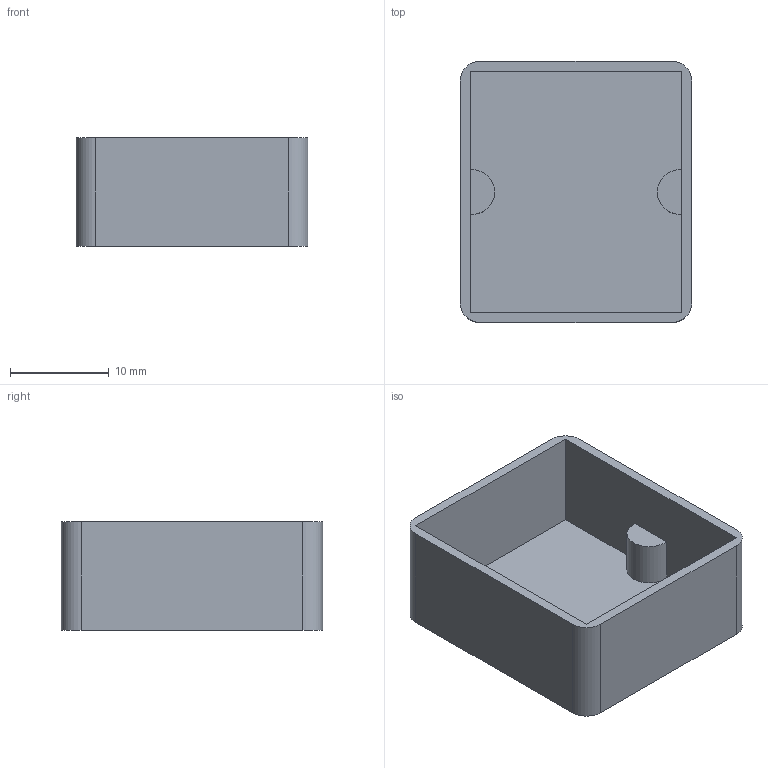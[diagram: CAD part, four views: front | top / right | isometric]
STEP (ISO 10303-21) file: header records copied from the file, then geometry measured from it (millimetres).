
FILE_DESCRIPTION(/* description */ ('Unknown'),/* implementation_level */ '2;1');
FILE_NAME(/* name */ 'pudelko male',/* time_stamp */ '2023-06-07T13:53:18+02:00',/* author */ ('Unknown'),/* organization */ ('Unknown'),/* preprocessor_version */ 'ST-DEVELOPER v18.1',/* originating_system */ 'Solid Edge',/* authorisation */ 'Unknown');
FILE_SCHEMA (('CONFIG_CONTROL_DESIGN'));
Length unit declared in the file: millimetre
Products named in the file (1): pudelko male
Bounding box: 23.5 x 26.5 x 11 mm (x, y, z)
Volume: 1587.5 mm3; surface area: 3311.2 mm2
Topology: 1 solids, 1 shells, 41 faces, 105 edges, 70 vertices
Faces by surface type: plane 27, bspline 8, cylinder 6
Entity records: 1635 total; most frequent: CARTESIAN_POINT 647, ORIENTED_EDGE 210, DIRECTION 169, EDGE_CURVE 105, LINE 77, VECTOR 77, VERTEX_POINT 70, AXIS2_PLACEMENT_3D 46
